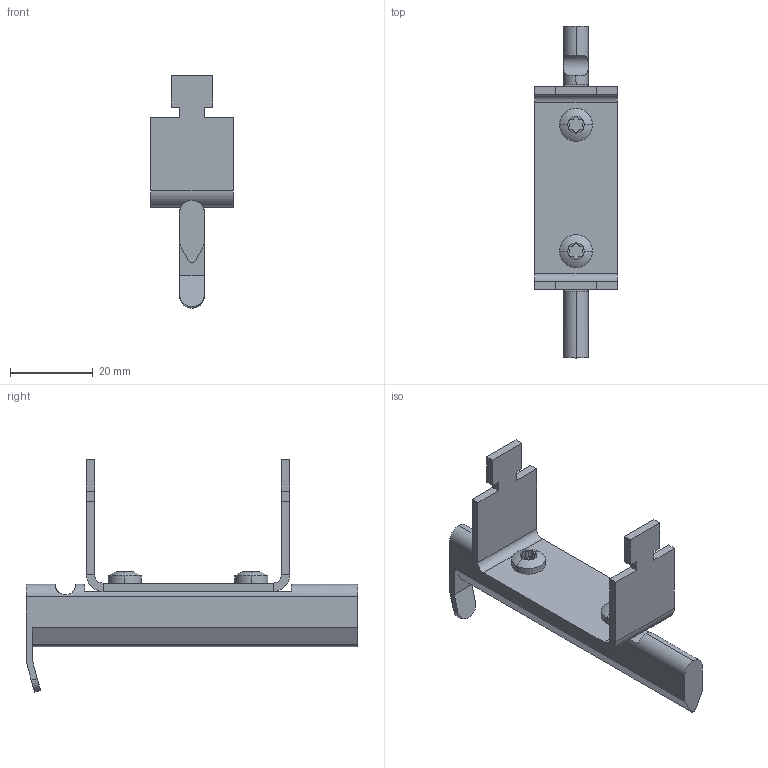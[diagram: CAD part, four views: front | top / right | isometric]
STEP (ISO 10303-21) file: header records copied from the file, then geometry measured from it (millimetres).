
FILE_DESCRIPTION(('STEP AP214'),'1');
FILE_NAME('cctmp_7761BE5A-D3D4-4AE5-86D2-0DD1411A8263_2023_04_14_19_04_49_0138..stp','2023-04-14T17:04:49',('SIEMENS A&D'),('CADClick - www.CADClick.com'),'Spatial InterOp 3D postprocessed',' ','unknown authorization');
FILE_SCHEMA(('AUTOMOTIVE_DESIGN'));
Length unit declared in the file: millimetre
Products named in the file (1): 2023_04_14_19_04_49_0138
Bounding box: 20 x 80 x 55.97 mm (x, y, z)
Volume: 9755.4 mm3; surface area: 7161.4 mm2
Topology: 1 solids, 1 shells, 116 faces, 338 edges, 226 vertices
Faces by surface type: plane 62, cylinder 50, torus 4
Entity records: 6680 total; most frequent: CARTESIAN_POINT 853, DIRECTION 714, STYLED_ITEM 680, PRESENTATION_STYLE_ASSIGNMENT 680, ORIENTED_EDGE 676, EDGE_CURVE 338, CURVE_STYLE 338, DRAUGHTING_PRE_DEFINED_CURVE_FONT 338
